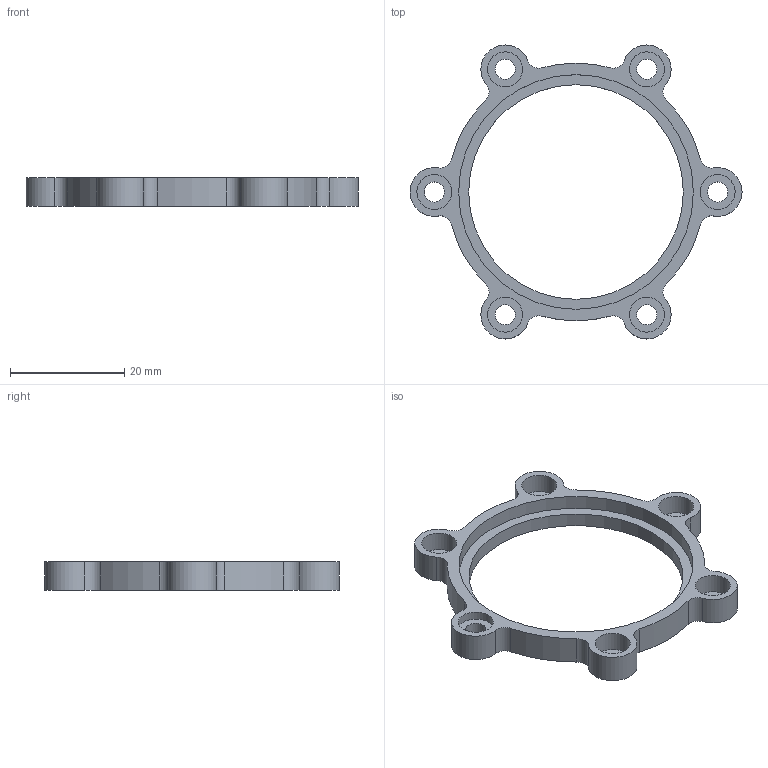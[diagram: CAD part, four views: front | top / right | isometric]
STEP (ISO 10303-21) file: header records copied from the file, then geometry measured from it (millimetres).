
FILE_DESCRIPTION(/* description */ (''),/* implementation_level */ '2;1');
FILE_NAME(/* name */ 'CrossRollerBearingOuterSupportStand.stp',/* time_stamp */ '2024-04-11T15:27:34+09:00',/* author */ ('Masato Kubotera'),/* organization */ (''),/* preprocessor_version */ 'ST-DEVELOPER v20',/* originating_system */ 'Autodesk Inventor 2024',/* authorisation */ '');
FILE_SCHEMA (('AUTOMOTIVE_DESIGN { 1 0 10303 214 3 1 1 }'));
Length unit declared in the file: millimetre
Products named in the file (1): CrossRollerBearingOuterSupportStand
Bounding box: 58 x 51.37 x 5 mm (x, y, z)
Volume: 2707 mm3; surface area: 3533.8 mm2
Topology: 1 solids, 1 shells, 47 faces, 114 edges, 76 vertices
Faces by surface type: cylinder 38, plane 9
Full cylindrical faces by diameter (mm): 3.5 x6, 6.1 x6, 37.5 x1, 41 x1
Entity records: 1495 total; most frequent: DIRECTION 286, CARTESIAN_POINT 238, ORIENTED_EDGE 228, AXIS2_PLACEMENT_3D 124, EDGE_CURVE 114, CIRCLE 76, VERTEX_POINT 76, EDGE_LOOP 68
